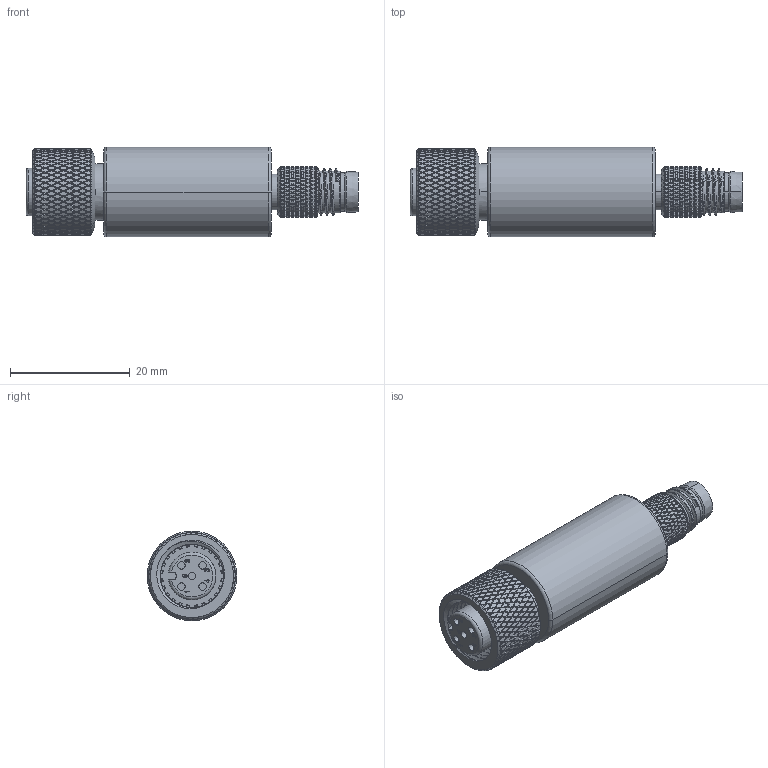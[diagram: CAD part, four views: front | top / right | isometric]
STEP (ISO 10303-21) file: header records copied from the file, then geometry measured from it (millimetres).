
FILE_DESCRIPTION((''),'2;1');
FILE_NAME('233802_ASM','2023-06-20T09:18:15',('banengservice'),('BANNER ENGINEERING'),'CREO PARAMETRIC BY PTC INC, 2022414','CREO PARAMETRIC BY PTC INC, 2022414','');
FILE_SCHEMA(('CONFIG_CONTROL_DESIGN'));
Products named in the file (2): 233802_EP02; 233802_ASM
Assembly tree (1 placements, depth 2):
  233802_ASM
    233802_EP02
Bounding box: 55.5 x 15 x 15 mm (x, y, z)
Volume: 6737.8 mm3; surface area: 4827.1 mm2
Topology: 1 solids, 1 shells, 4619 faces, 10156 edges, 5530 vertices
Faces by surface type: bspline 3290, cylinder 1146, plane 125, extrusion 34, cone 16, torus 5, sphere 3
Entity records: 213685 total; most frequent: CARTESIAN_POINT 134960, ORIENTED_EDGE 20300, EDGE_CURVE 10150, DIRECTION 8887, B_SPLINE_CURVE_WITH_KNOTS 6451, VERTEX_POINT 5530, EDGE_LOOP 4656, FACE_OUTER_BOUND 4619
